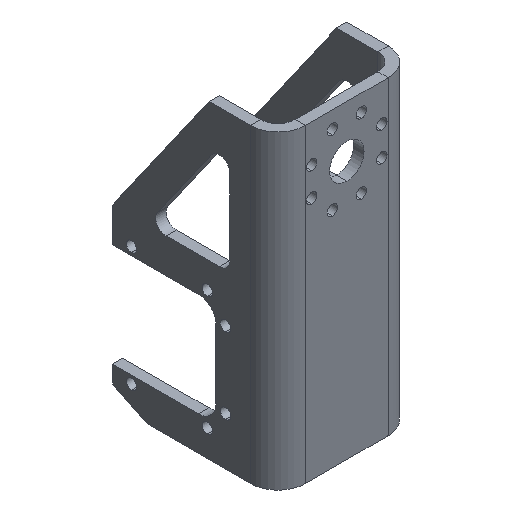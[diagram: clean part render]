
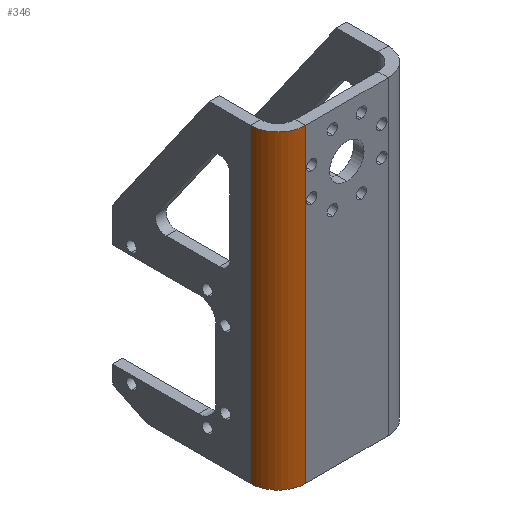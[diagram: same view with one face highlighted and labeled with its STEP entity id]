
A CAD part, isometric view. The second image highlights one B-rep face of the part: STEP entity #346.
In plain terms, the highlighted cylindrical face has radius 8 mm (diameter 16 mm), a partial arc.
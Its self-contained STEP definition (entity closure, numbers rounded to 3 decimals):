
#91 = CIRCLE ( 'NONE', #1730, 8. ) ;
#95 = VECTOR ( 'NONE', #1910, 1000. ) ;
#98 = EDGE_CURVE ( 'NONE', #901, #1271, #2605, .T. ) ;
#121 = ORIENTED_EDGE ( 'NONE', *, *, #2129, .T. ) ;
#152 = VERTEX_POINT ( 'NONE', #1697 ) ;
#201 = VECTOR ( 'NONE', #2670, 1000. ) ;
#346 = ADVANCED_FACE ( 'NONE', ( #2793 ), #836, .T. ) ;
#402 = DIRECTION ( 'NONE',  ( 1., 0., 0. ) ) ;
#711 = LINE ( 'NONE', #2643, #201 ) ;
#776 = CARTESIAN_POINT ( 'NONE',  ( -12., -3., 45. ) ) ;
#836 = CYLINDRICAL_SURFACE ( 'NONE', #2257, 8. ) ;
#866 = CARTESIAN_POINT ( 'NONE',  ( -12., 5., 45. ) ) ;
#901 = VERTEX_POINT ( 'NONE', #776 ) ;
#1006 = EDGE_CURVE ( 'NONE', #1271, #152, #2828, .T. ) ;
#1074 = CARTESIAN_POINT ( 'NONE',  ( -12., -3., -45. ) ) ;
#1271 = VERTEX_POINT ( 'NONE', #1074 ) ;
#1320 = DIRECTION ( 'NONE',  ( -1., 0., 0. ) ) ;
#1558 = DIRECTION ( 'NONE',  ( 0., 0., -1. ) ) ;
#1697 = CARTESIAN_POINT ( 'NONE',  ( -20., 5., -45. ) ) ;
#1730 = AXIS2_PLACEMENT_3D ( 'NONE', #866, #1823, #402 ) ;
#1823 = DIRECTION ( 'NONE',  ( 0., 0., -1. ) ) ;
#1835 = EDGE_LOOP ( 'NONE', ( #1933, #2697, #121, #2850 ) ) ;
#1855 = AXIS2_PLACEMENT_3D ( 'NONE', #1883, #2595, #2899 ) ;
#1883 = CARTESIAN_POINT ( 'NONE',  ( -12., 5., -45. ) ) ;
#1910 = DIRECTION ( 'NONE',  ( 0., 0., -1. ) ) ;
#1933 = ORIENTED_EDGE ( 'NONE', *, *, #1006, .F. ) ;
#2094 = VERTEX_POINT ( 'NONE', #2371 ) ;
#2129 = EDGE_CURVE ( 'NONE', #901, #2094, #91, .T. ) ;
#2180 = EDGE_CURVE ( 'NONE', #2094, #152, #711, .T. ) ;
#2257 = AXIS2_PLACEMENT_3D ( 'NONE', #2554, #1558, #1320 ) ;
#2371 = CARTESIAN_POINT ( 'NONE',  ( -20., 5., 45. ) ) ;
#2392 = CARTESIAN_POINT ( 'NONE',  ( -12., -3., 45. ) ) ;
#2554 = CARTESIAN_POINT ( 'NONE',  ( -12., 5., 45. ) ) ;
#2595 = DIRECTION ( 'NONE',  ( 0., 0., -1. ) ) ;
#2605 = LINE ( 'NONE', #2392, #95 ) ;
#2643 = CARTESIAN_POINT ( 'NONE',  ( -20., 5., 45. ) ) ;
#2670 = DIRECTION ( 'NONE',  ( 0., 0., -1. ) ) ;
#2697 = ORIENTED_EDGE ( 'NONE', *, *, #98, .F. ) ;
#2793 = FACE_OUTER_BOUND ( 'NONE', #1835, .T. ) ;
#2828 = CIRCLE ( 'NONE', #1855, 8. ) ;
#2850 = ORIENTED_EDGE ( 'NONE', *, *, #2180, .T. ) ;
#2899 = DIRECTION ( 'NONE',  ( 1., 0., 0. ) ) ;
